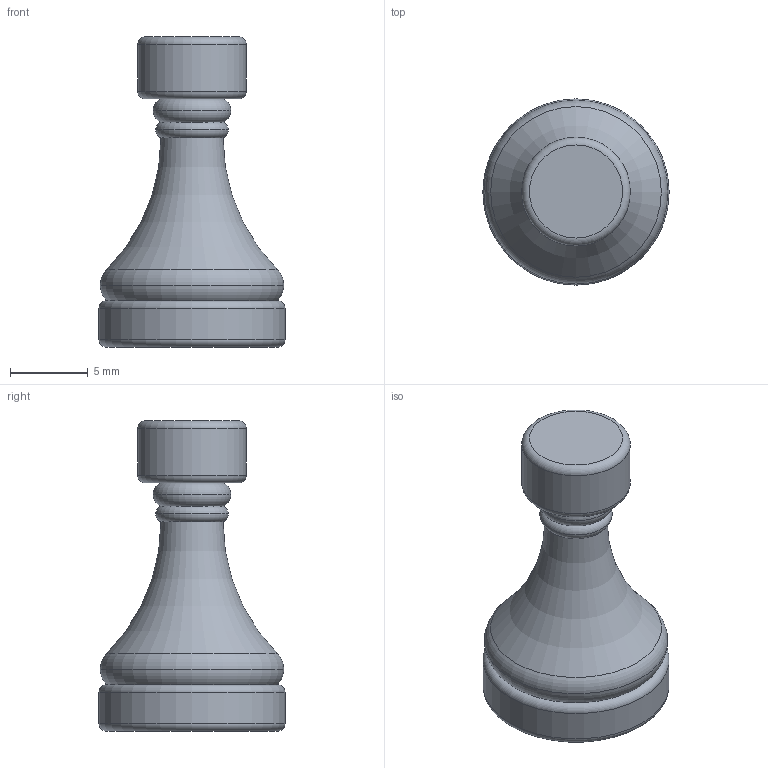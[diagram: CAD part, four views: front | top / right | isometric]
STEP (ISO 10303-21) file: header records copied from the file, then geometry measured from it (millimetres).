
FILE_DESCRIPTION(('HOOPS Exchange Step'),'2;1');
FILE_NAME('temp_export','2024-08-04T13:47:16+08:00',('sharma21'),('Shapr3D Limited'),'HOOPS Exchange 2024.2','Shapr3D','Authorized');
FILE_SCHEMA( ('AUTOMOTIVE_DESIGN { 1 0 10303 214 1 1 1 1 }') );
Length unit declared in the file: millimetre
Products named in the file (1): root
Bounding box: 12 x 12 x 20 mm (x, y, z)
Volume: 1021.3 mm3; surface area: 685.8 mm2
Topology: 1 solids, 1 shells, 16 faces, 40 edges, 27 vertices
Faces by surface type: torus 11, plane 3, cylinder 2
Full cylindrical faces by diameter (mm): 7 x1, 12 x1
Entity records: 534 total; most frequent: DIRECTION 112, CARTESIAN_POINT 84, ORIENTED_EDGE 80, AXIS2_PLACEMENT_3D 55, EDGE_CURVE 40, CIRCLE 38, VERTEX_POINT 27, EDGE_LOOP 17
